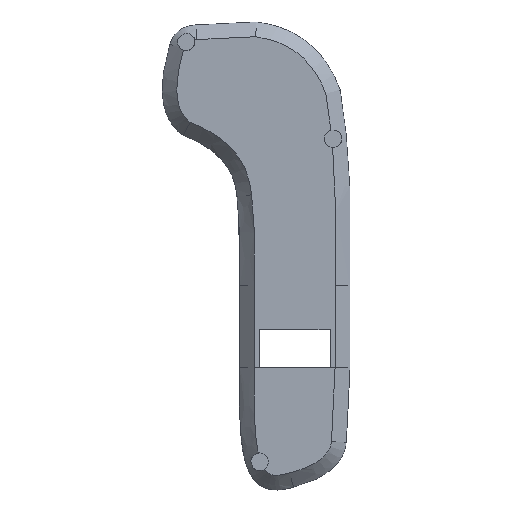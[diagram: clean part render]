
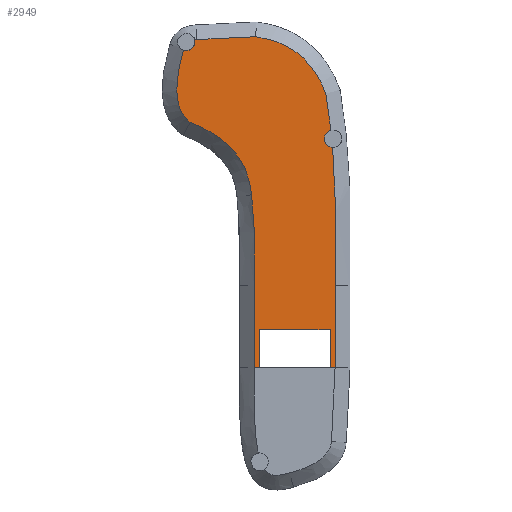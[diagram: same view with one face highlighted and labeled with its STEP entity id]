
A CAD part, top view. The second image highlights one B-rep face of the part: STEP entity #2949.
In plain terms, the highlighted planar face has unit normal (0, 0, 1).
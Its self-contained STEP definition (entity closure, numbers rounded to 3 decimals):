
#368=DIRECTION('',(1.,0.,0.));
#369=VECTOR('',#368,1.695);
#370=CARTESIAN_POINT('',(16.,-48.,0.));
#371=LINE('',#370,#369);
#440=DIRECTION('',(1.,0.,0.));
#441=VECTOR('',#440,1.806);
#442=CARTESIAN_POINT('',(-9.806,-48.,0.));
#443=LINE('',#442,#441);
#444=DIRECTION('',(0.,1.,0.));
#445=VECTOR('',#444,13.);
#446=CARTESIAN_POINT('',(16.,-48.,0.));
#447=LINE('',#446,#445);
#448=DIRECTION('',(-1.,0.,0.));
#449=VECTOR('',#448,24.);
#450=CARTESIAN_POINT('',(16.,-35.,0.));
#451=LINE('',#450,#449);
#452=DIRECTION('',(0.,1.,0.));
#453=VECTOR('',#452,13.);
#454=CARTESIAN_POINT('',(-8.,-48.,0.));
#455=LINE('',#454,#453);
#456=DIRECTION('',(0.,-1.,0.));
#457=VECTOR('',#456,28.);
#458=CARTESIAN_POINT('',(-9.806,-20.,0.));
#459=LINE('',#458,#457);
#460=CARTESIAN_POINT('',(-9.806,-20.,0.));
#461=CARTESIAN_POINT('',(-9.798,-19.352,0.));
#462=CARTESIAN_POINT('',(-9.757,-16.228,
0.001));
#463=CARTESIAN_POINT('',(-9.663,-8.295,
0.));
#464=CARTESIAN_POINT('',(-9.753,0.452,
0.));
#465=CARTESIAN_POINT('',(-10.207,7.173,0.001));
#466=CARTESIAN_POINT('',(-10.543,9.796,0.));
#467=CARTESIAN_POINT('',(-10.74,10.912,0.));
#469=CARTESIAN_POINT('',(-10.74,10.912,0.));
#470=CARTESIAN_POINT('',(-10.976,14.096,0.));
#471=CARTESIAN_POINT('',(-12.133,18.725,
0.));
#472=CARTESIAN_POINT('',(-16.166,25.56,0.));
#473=CARTESIAN_POINT('',(-22.042,31.108,0.));
#474=CARTESIAN_POINT('',(-28.282,34.3,
0.));
#475=CARTESIAN_POINT('',(-31.66,35.613,
0.));
#477=CARTESIAN_POINT('',(-31.66,35.613,
0.));
#478=CARTESIAN_POINT('',(-32.232,36.047,
0.));
#479=CARTESIAN_POINT('',(-33.966,37.678,0.));
#480=CARTESIAN_POINT('',(-35.932,41.358,
0.));
#481=CARTESIAN_POINT('',(-36.492,49.065,0.));
#482=CARTESIAN_POINT('',(-35.066,56.215,0.));
#483=CARTESIAN_POINT('',(-33.917,60.144,0.));
#485=CARTESIAN_POINT('',(-33.,63.,0.));
#486=DIRECTION('',(0.,0.,-1.));
#487=DIRECTION('',(0.974,0.225,0.));
#488=AXIS2_PLACEMENT_3D('',#485,#486,#487);
#490=CARTESIAN_POINT('',(-30.077,63.675,
0.));
#491=CARTESIAN_POINT('',(-30.001,63.686,
0.));
#492=CARTESIAN_POINT('',(-29.849,63.705,0.));
#493=CARTESIAN_POINT('',(-29.621,63.731,
0.));
#494=CARTESIAN_POINT('',(-29.468,63.744,
0.));
#495=CARTESIAN_POINT('',(-29.392,63.75,
0.));
#497=DIRECTION('',(0.999,0.049,0.));
#498=VECTOR('',#497,20.111);
#499=CARTESIAN_POINT('',(-29.392,63.75,
0.));
#500=LINE('',#499,#498);
#501=CARTESIAN_POINT('',(-9.305,64.732,0.));
#502=CARTESIAN_POINT('',(-5.884,64.259,0.));
#503=CARTESIAN_POINT('',(-1.297,62.962,0.));
#504=CARTESIAN_POINT('',(5.056,59.42,0.));
#505=CARTESIAN_POINT('',(10.222,54.453,0.));
#506=CARTESIAN_POINT('',(13.308,48.687,0.));
#507=CARTESIAN_POINT('',(14.543,45.366,0.));
#509=CARTESIAN_POINT('',(14.543,45.366,0.));
#510=CARTESIAN_POINT('',(15.232,41.534,0.));
#511=CARTESIAN_POINT('',(15.82,37.383,0.));
#512=CARTESIAN_POINT('',(16.305,32.918,0.));
#514=CARTESIAN_POINT('',(17.,30.,0.));
#515=DIRECTION('',(0.,0.,-1.));
#516=DIRECTION('',(-0.043,-0.999,0.));
#517=AXIS2_PLACEMENT_3D('',#514,#515,#516);
#519=CARTESIAN_POINT('',(16.871,27.003,0.));
#520=CARTESIAN_POINT('',(17.222,22.803,0.));
#521=CARTESIAN_POINT('',(18.068,8.784,0.));
#522=CARTESIAN_POINT('',(18.08,-7.656,0.));
#523=CARTESIAN_POINT('',(17.695,-20.,0.));
#534=CARTESIAN_POINT('',(-9.806,-20.,0.));
#1772=DIRECTION('',(0.,-1.,0.));
#1773=VECTOR('',#1772,28.);
#1774=CARTESIAN_POINT('',(17.695,-20.,0.));
#1775=LINE('',#1774,#1773);
#1776=CARTESIAN_POINT('',(17.695,-20.,0.));
#1797=CARTESIAN_POINT('',(16.871,27.003,
0.));
#2314=VERTEX_POINT('',#477);
#2315=VERTEX_POINT('',#483);
#2320=VERTEX_POINT('',#469);
#2321=VERTEX_POINT('',#490);
#2322=VERTEX_POINT('',#495);
#2323=CARTESIAN_POINT('',(-9.305,64.732,0.));
#2324=VERTEX_POINT('',#2323);
#2325=VERTEX_POINT('',#507);
#2326=VERTEX_POINT('',#512);
#2364=VERTEX_POINT('',#1797);
#2473=CARTESIAN_POINT('',(-9.806,-48.,0.));
#2474=VERTEX_POINT('',#2473);
#2475=CARTESIAN_POINT('',(17.695,-48.,0.));
#2477=VERTEX_POINT('',#2475);
#2523=VERTEX_POINT('',#534);
#2524=VERTEX_POINT('',#1776);
#2536=CARTESIAN_POINT('',(16.,-48.,0.));
#2537=CARTESIAN_POINT('',(16.,-35.,0.));
#2538=VERTEX_POINT('',#2536);
#2539=VERTEX_POINT('',#2537);
#2540=CARTESIAN_POINT('',(-8.,-35.,0.));
#2541=VERTEX_POINT('',#2540);
#2542=CARTESIAN_POINT('',(-8.,-48.,0.));
#2543=VERTEX_POINT('',#2542);
#2913=CARTESIAN_POINT('',(-3.471,8.659,0.));
#2914=DIRECTION('',(0.,0.,1.));
#2915=DIRECTION('',(1.,0.,0.));
#2916=AXIS2_PLACEMENT_3D('',#2913,#2914,#2915);
#2917=PLANE('',#2916);
#2918=ORIENTED_EDGE('',*,*,#2826,.T.);
#2919=ORIENTED_EDGE('',*,*,#2841,.T.);
#2920=ORIENTED_EDGE('',*,*,#2855,.F.);
#2921=ORIENTED_EDGE('',*,*,#2908,.F.);
#2923=ORIENTED_EDGE('',*,*,#2922,.F.);
#2925=ORIENTED_EDGE('',*,*,#2924,.T.);
#2927=ORIENTED_EDGE('',*,*,#2926,.T.);
#2929=ORIENTED_EDGE('',*,*,#2928,.T.);
#2931=ORIENTED_EDGE('',*,*,#2930,.F.);
#2933=ORIENTED_EDGE('',*,*,#2932,.T.);
#2935=ORIENTED_EDGE('',*,*,#2934,.T.);
#2937=ORIENTED_EDGE('',*,*,#2936,.T.);
#2939=ORIENTED_EDGE('',*,*,#2938,.T.);
#2941=ORIENTED_EDGE('',*,*,#2940,.F.);
#2943=ORIENTED_EDGE('',*,*,#2942,.T.);
#2945=ORIENTED_EDGE('',*,*,#2944,.T.);
#2946=ORIENTED_EDGE('',*,*,#2867,.F.);
#2947=EDGE_LOOP('',(#2918,#2919,#2920,#2921,#2923,#2925,#2927,#2929,#2931,#2933,
#2935,#2937,#2939,#2941,#2943,#2945,#2946));
#2948=FACE_OUTER_BOUND('',#2947,.F.);
#2949=ADVANCED_FACE('',(#2948),#2917,.T.);
#468=B_SPLINE_CURVE_WITH_KNOTS('',3,(#460,#461,#462,#463,#464,#465,#466,#467),
.UNSPECIFIED.,.F.,.F.,(4,1,1,1,1,4),(0.,0.05,0.244,
0.63,0.823,1.),.UNSPECIFIED.);
#476=B_SPLINE_CURVE_WITH_KNOTS('',3,(#469,#470,#471,#472,#473,#474,#475),
.UNSPECIFIED.,.F.,.F.,(4,1,1,1,4),(0.,0.284,0.431,
0.724,1.),.UNSPECIFIED.);
#484=B_SPLINE_CURVE_WITH_KNOTS('',3,(#477,#478,#479,#480,#481,#482,#483),
.UNSPECIFIED.,.F.,.F.,(4,1,1,1,4),(0.,0.119,0.417,
0.715,1.),.UNSPECIFIED.);
#489=CIRCLE('',#488,3.);
#496=B_SPLINE_CURVE_WITH_KNOTS('',3,(#490,#491,#492,#493,#494,#495),
.UNSPECIFIED.,.F.,.F.,(4,1,1,4),(0.,0.333,0.667,1.),
.UNSPECIFIED.);
#508=B_SPLINE_CURVE_WITH_KNOTS('',3,(#501,#502,#503,#504,#505,#506,#507),
.UNSPECIFIED.,.F.,.F.,(4,1,1,1,4),(0.,0.281,0.427,
0.719,1.),.UNSPECIFIED.);
#513=B_SPLINE_CURVE_WITH_KNOTS('',3,(#509,#510,#511,#512),.UNSPECIFIED.,.F.,.F.,
(4,4),(0.,1.),.UNSPECIFIED.);
#518=CIRCLE('',#517,3.);
#524=B_SPLINE_CURVE_WITH_KNOTS('',3,(#519,#520,#521,#522,#523),.UNSPECIFIED.,
.F.,.F.,(4,1,4),(0.,0.317,1.),.UNSPECIFIED.);
#2826=EDGE_CURVE('',#2538,#2539,#447,.T.);
#2841=EDGE_CURVE('',#2539,#2541,#451,.T.);
#2855=EDGE_CURVE('',#2543,#2541,#455,.T.);
#2867=EDGE_CURVE('',#2538,#2477,#371,.T.);
#2908=EDGE_CURVE('',#2474,#2543,#443,.T.);
#2922=EDGE_CURVE('',#2523,#2474,#459,.T.);
#2924=EDGE_CURVE('',#2523,#2320,#468,.T.);
#2926=EDGE_CURVE('',#2320,#2314,#476,.T.);
#2928=EDGE_CURVE('',#2314,#2315,#484,.T.);
#2930=EDGE_CURVE('',#2321,#2315,#489,.T.);
#2932=EDGE_CURVE('',#2321,#2322,#496,.T.);
#2934=EDGE_CURVE('',#2322,#2324,#500,.T.);
#2936=EDGE_CURVE('',#2324,#2325,#508,.T.);
#2938=EDGE_CURVE('',#2325,#2326,#513,.T.);
#2940=EDGE_CURVE('',#2364,#2326,#518,.T.);
#2942=EDGE_CURVE('',#2364,#2524,#524,.T.);
#2944=EDGE_CURVE('',#2524,#2477,#1775,.T.);
